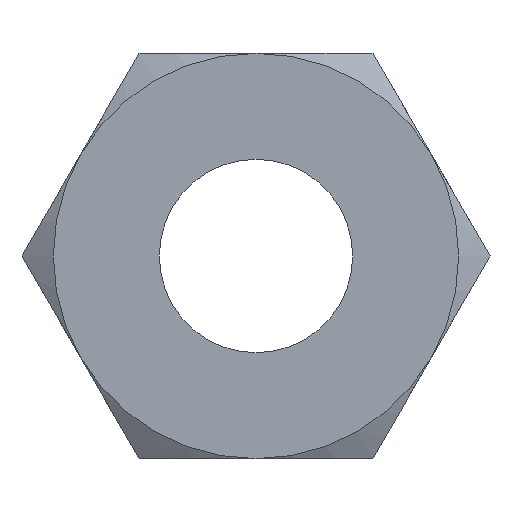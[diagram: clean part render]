
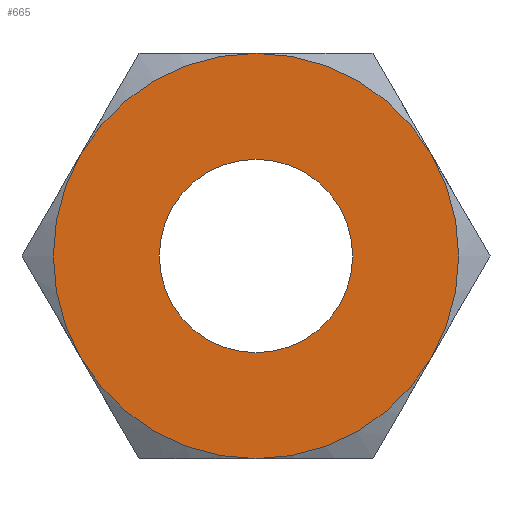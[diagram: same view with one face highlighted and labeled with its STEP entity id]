
A CAD part, front view. The second image highlights one B-rep face of the part: STEP entity #665.
In plain terms, the highlighted planar face has unit normal (0, -1, 0).
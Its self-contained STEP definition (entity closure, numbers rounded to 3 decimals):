
#1 = EDGE_CURVE ( 'NONE', #504, #772, #724, .T. ) ;
#14 = DIRECTION ( 'NONE',  ( 0., 1., 0. ) ) ;
#25 = AXIS2_PLACEMENT_3D ( 'NONE', #171, #337, #98 ) ;
#30 = DIRECTION ( 'NONE',  ( 0., 0., 1. ) ) ;
#38 = CARTESIAN_POINT ( 'NONE',  ( 0., 0., 0. ) ) ;
#54 = AXIS2_PLACEMENT_3D ( 'NONE', #774, #555, #846 ) ;
#77 = CARTESIAN_POINT ( 'NONE',  ( 0., 0., 0. ) ) ;
#83 = ORIENTED_EDGE ( 'NONE', *, *, #533, .T. ) ;
#90 = FACE_OUTER_BOUND ( 'NONE', #351, .T. ) ;
#97 = AXIS2_PLACEMENT_3D ( 'NONE', #157, #596, #879 ) ;
#98 = DIRECTION ( 'NONE',  ( 0., 0., -1. ) ) ;
#99 = EDGE_LOOP ( 'NONE', ( #359, #517 ) ) ;
#112 = DIRECTION ( 'NONE',  ( 0., -1., 0. ) ) ;
#115 = AXIS2_PLACEMENT_3D ( 'NONE', #77, #14, #308 ) ;
#127 = DIRECTION ( 'NONE',  ( 0., -1., 0. ) ) ;
#134 = EDGE_CURVE ( 'NONE', #288, #747, #315, .T. ) ;
#135 = CARTESIAN_POINT ( 'NONE',  ( 0., 0., 2.386 ) ) ;
#137 = ORIENTED_EDGE ( 'NONE', *, *, #418, .T. ) ;
#150 = AXIS2_PLACEMENT_3D ( 'NONE', #218, #503, #561 ) ;
#157 = CARTESIAN_POINT ( 'NONE',  ( 2.887, 0., 5. ) ) ;
#171 = CARTESIAN_POINT ( 'NONE',  ( 0., 0., 0. ) ) ;
#218 = CARTESIAN_POINT ( 'NONE',  ( 0., 0., 0. ) ) ;
#226 = CARTESIAN_POINT ( 'NONE',  ( 0., 0., -2.386 ) ) ;
#248 = DIRECTION ( 'NONE',  ( 0., 0., -1. ) ) ;
#267 = CIRCLE ( 'NONE', #751, 5. ) ;
#272 = VERTEX_POINT ( 'NONE', #448 ) ;
#288 = VERTEX_POINT ( 'NONE', #729 ) ;
#306 = EDGE_CURVE ( 'NONE', #513, #656, #568, .T. ) ;
#308 = DIRECTION ( 'NONE',  ( 0., 0., 1. ) ) ;
#315 = CIRCLE ( 'NONE', #150, 5. ) ;
#337 = DIRECTION ( 'NONE',  ( 0., -1., 0. ) ) ;
#351 = EDGE_LOOP ( 'NONE', ( #844, #373, #83, #411, #821, #137 ) ) ;
#359 = ORIENTED_EDGE ( 'NONE', *, *, #306, .T. ) ;
#373 = ORIENTED_EDGE ( 'NONE', *, *, #763, .T. ) ;
#380 = DIRECTION ( 'NONE',  ( 0., 1., 0. ) ) ;
#381 = PLANE ( 'NONE',  #97 ) ;
#411 = ORIENTED_EDGE ( 'NONE', *, *, #784, .T. ) ;
#418 = EDGE_CURVE ( 'NONE', #747, #504, #436, .T. ) ;
#436 = CIRCLE ( 'NONE', #25, 5. ) ;
#448 = CARTESIAN_POINT ( 'NONE',  ( 4.33, 0., 2.5 ) ) ;
#461 = CIRCLE ( 'NONE', #54, 5. ) ;
#493 = CIRCLE ( 'NONE', #815, 2.386 ) ;
#503 = DIRECTION ( 'NONE',  ( 0., -1., 0. ) ) ;
#504 = VERTEX_POINT ( 'NONE', #643 ) ;
#513 = VERTEX_POINT ( 'NONE', #135 ) ;
#517 = ORIENTED_EDGE ( 'NONE', *, *, #909, .T. ) ;
#533 = EDGE_CURVE ( 'NONE', #849, #272, #817, .T. ) ;
#555 = DIRECTION ( 'NONE',  ( 0., -1., 0. ) ) ;
#559 = DIRECTION ( 'NONE',  ( 0., 0., -1. ) ) ;
#561 = DIRECTION ( 'NONE',  ( 0., 0., -1. ) ) ;
#568 = CIRCLE ( 'NONE', #115, 2.386 ) ;
#596 = DIRECTION ( 'NONE',  ( 0., -1., 0. ) ) ;
#599 = CARTESIAN_POINT ( 'NONE',  ( 0., 0., 0. ) ) ;
#627 = CARTESIAN_POINT ( 'NONE',  ( -4.33, 0., 2.5 ) ) ;
#643 = CARTESIAN_POINT ( 'NONE',  ( -4.33, 0., -2.5 ) ) ;
#654 = FACE_BOUND ( 'NONE', #99, .T. ) ;
#656 = VERTEX_POINT ( 'NONE', #226 ) ;
#665 = ADVANCED_FACE ( 'NONE', ( #654, #90 ), #381, .T. ) ;
#675 = AXIS2_PLACEMENT_3D ( 'NONE', #38, #112, #248 ) ;
#701 = DIRECTION ( 'NONE',  ( 0., 0., -1. ) ) ;
#712 = DIRECTION ( 'NONE',  ( 0., -1., 0. ) ) ;
#724 = CIRCLE ( 'NONE', #675, 5. ) ;
#729 = CARTESIAN_POINT ( 'NONE',  ( 0., 0., 5. ) ) ;
#747 = VERTEX_POINT ( 'NONE', #627 ) ;
#751 = AXIS2_PLACEMENT_3D ( 'NONE', #783, #127, #559 ) ;
#763 = EDGE_CURVE ( 'NONE', #772, #849, #267, .T. ) ;
#772 = VERTEX_POINT ( 'NONE', #908 ) ;
#774 = CARTESIAN_POINT ( 'NONE',  ( 0., 0., 0. ) ) ;
#783 = CARTESIAN_POINT ( 'NONE',  ( 0., 0., 0. ) ) ;
#784 = EDGE_CURVE ( 'NONE', #272, #288, #461, .T. ) ;
#786 = CARTESIAN_POINT ( 'NONE',  ( 0., 0., 0. ) ) ;
#802 = AXIS2_PLACEMENT_3D ( 'NONE', #786, #712, #701 ) ;
#815 = AXIS2_PLACEMENT_3D ( 'NONE', #599, #380, #30 ) ;
#817 = CIRCLE ( 'NONE', #802, 5. ) ;
#821 = ORIENTED_EDGE ( 'NONE', *, *, #134, .T. ) ;
#844 = ORIENTED_EDGE ( 'NONE', *, *, #1, .T. ) ;
#846 = DIRECTION ( 'NONE',  ( 0., 0., -1. ) ) ;
#849 = VERTEX_POINT ( 'NONE', #869 ) ;
#869 = CARTESIAN_POINT ( 'NONE',  ( 4.33, 0., -2.5 ) ) ;
#879 = DIRECTION ( 'NONE',  ( 0., 0., -1. ) ) ;
#908 = CARTESIAN_POINT ( 'NONE',  ( 0., 0., -5. ) ) ;
#909 = EDGE_CURVE ( 'NONE', #656, #513, #493, .T. ) ;
